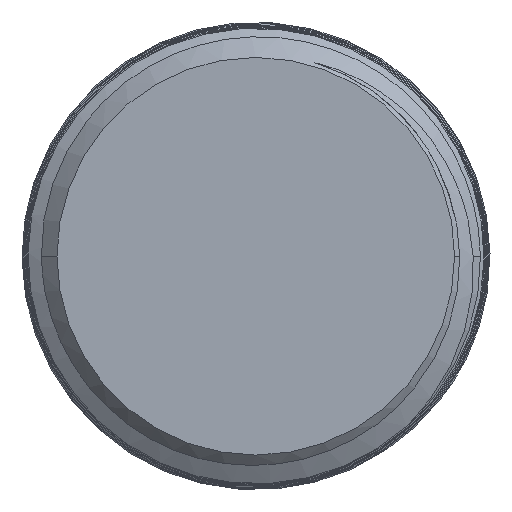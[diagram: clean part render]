
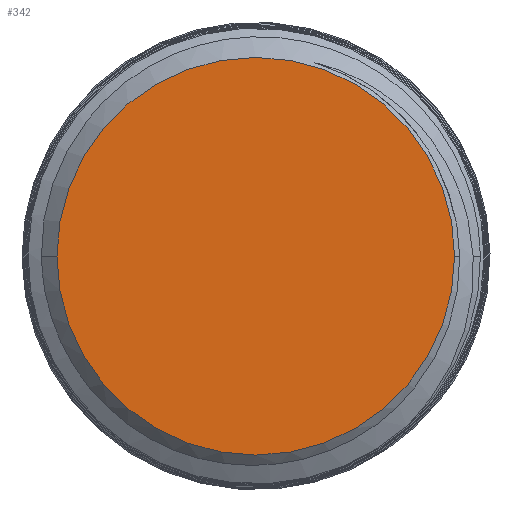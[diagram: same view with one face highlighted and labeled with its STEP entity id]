
A CAD part, left-side view. The second image highlights one B-rep face of the part: STEP entity #342.
In plain terms, the highlighted face is planar.
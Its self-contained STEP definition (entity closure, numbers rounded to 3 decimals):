
#25=PLANE('',#375);
#91=FACE_OUTER_BOUND('',#115,.T.);
#115=EDGE_LOOP('',(#275,#276));
#131=CIRCLE('',#364,11.273);
#132=CIRCLE('',#366,11.273);
#156=VERTEX_POINT('',#865);
#157=VERTEX_POINT('',#866);
#185=EDGE_CURVE('',#156,#157,#131,.T.);
#189=EDGE_CURVE('',#157,#156,#132,.T.);
#275=ORIENTED_EDGE('',*,*,#189,.T.);
#276=ORIENTED_EDGE('',*,*,#185,.T.);
#342=ADVANCED_FACE('',(#91),#25,.F.);
#364=AXIS2_PLACEMENT_3D('',#867,#406,#407);
#366=AXIS2_PLACEMENT_3D('',#893,#412,#413);
#375=AXIS2_PLACEMENT_3D('',#5591,#431,#432);
#406=DIRECTION('center_axis',(0.,1.,0.));
#407=DIRECTION('ref_axis',(-1.,0.,0.));
#412=DIRECTION('center_axis',(0.,1.,0.));
#413=DIRECTION('ref_axis',(-1.,0.,0.));
#431=DIRECTION('center_axis',(0.,-1.,0.));
#432=DIRECTION('ref_axis',(1.,0.,0.));
#865=CARTESIAN_POINT('',(11.273,15.748,0.));
#866=CARTESIAN_POINT('',(-11.273,15.748,0.));
#867=CARTESIAN_POINT('Origin',(0.,15.748,0.));
#893=CARTESIAN_POINT('Origin',(0.,15.748,0.));
#5591=CARTESIAN_POINT('Origin',(0.,15.748,0.));
